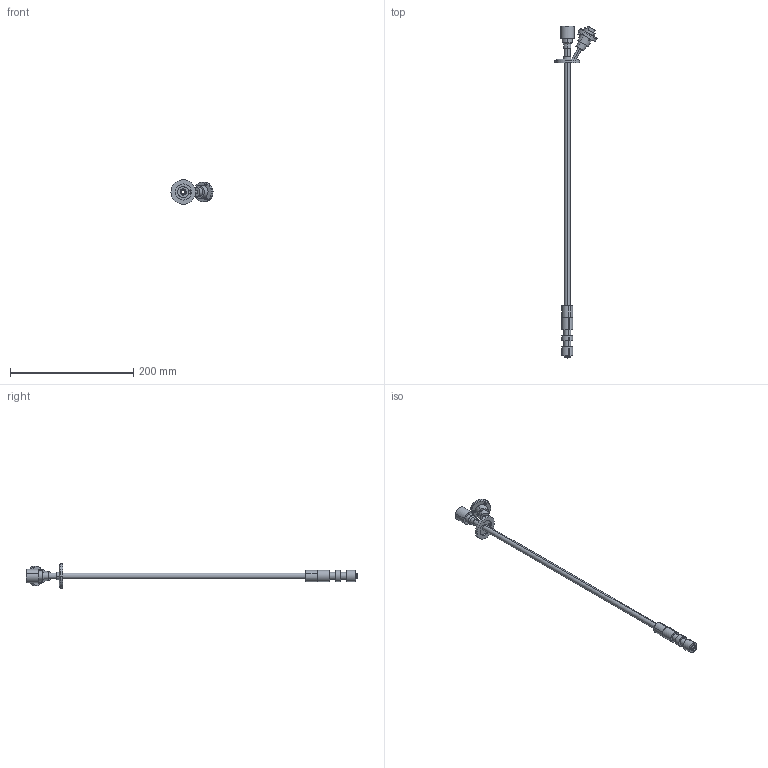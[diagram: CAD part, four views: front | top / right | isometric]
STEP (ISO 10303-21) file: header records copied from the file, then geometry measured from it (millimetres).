
FILE_DESCRIPTION (( 'STEP AP214' ), '1' );
FILE_NAME ('Susceptibility_Insert.STEP', '2017-08-19T14:13:05', ( 'Sidh Singh' ), ( '' ), 'SwSTEP 2.0', 'SolidWorks 2012', '' );
FILE_SCHEMA (( 'AUTOMOTIVE_DESIGN' ));
Length unit declared in the file: millimetre
Products named in the file (1): Susceptibility_Insert
Bounding box: 68.41 x 539 x 40 mm (x, y, z)
Surface area: 36954.3 mm2 (no closed solid volume)
Topology: 0 solids, 20 shells, 143 faces, 407 edges, 291 vertices
Faces by surface type: cylinder 86, plane 51, cone 4, torus 2
Entity records: 6346 total; most frequent: DIRECTION 909, CARTESIAN_POINT 854, ORIENTED_EDGE 646, EDGE_CURVE 407, AXIS2_PLACEMENT_3D 362, VERTEX_POINT 291, CIRCLE 218, EDGE_LOOP 192
